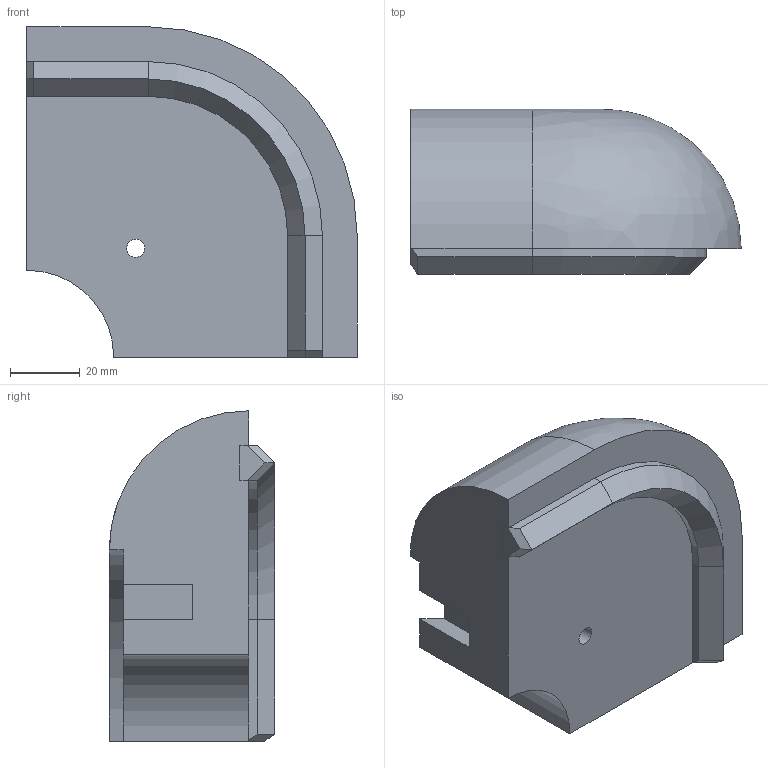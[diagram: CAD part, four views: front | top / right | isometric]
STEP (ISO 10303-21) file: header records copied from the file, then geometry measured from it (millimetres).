
FILE_DESCRIPTION(/* description */ (''),/* implementation_level */ '2;1');
FILE_NAME(/* name */ '',/* time_stamp */ '2025-10-17T00:19:01+03:00',/* author */ ('I9232'),/* organization */ (''),/* preprocessor_version */ 'ST-DEVELOPER v19.2',/* originating_system */ 'Autodesk Inventor 2023',/* authorisation */ '');
FILE_SCHEMA (('AUTOMOTIVE_DESIGN { 1 0 10303 214 3 1 1 }'));
Length unit declared in the file: millimetre
Products named in the file (1): кубик
Bounding box: 95 x 47.5 x 95 mm (x, y, z)
Volume: 251964.2 mm3; surface area: 32923.1 mm2
Topology: 2 solids, 2 shells, 46 faces, 116 edges, 74 vertices
Faces by surface type: plane 34, cylinder 9, cone 2, bspline 1
Full cylindrical faces by diameter (mm): 5.2 x1
Entity records: 1411 total; most frequent: CARTESIAN_POINT 245, ORIENTED_EDGE 232, DIRECTION 229, EDGE_CURVE 116, LINE 95, VECTOR 95, VERTEX_POINT 74, AXIS2_PLACEMENT_3D 67
